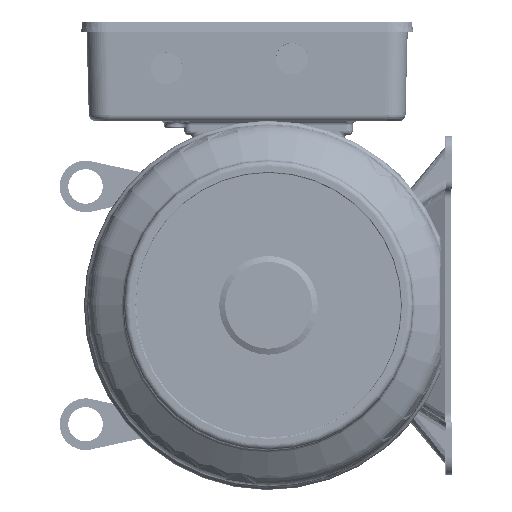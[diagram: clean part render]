
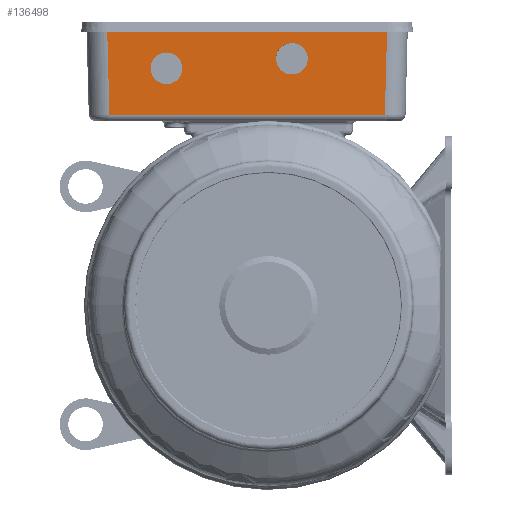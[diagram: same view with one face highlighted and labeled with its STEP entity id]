
A CAD part, left-side view. The second image highlights one B-rep face of the part: STEP entity #136498.
In plain terms, the highlighted planar face has unit normal (-1, 0, -0.026).
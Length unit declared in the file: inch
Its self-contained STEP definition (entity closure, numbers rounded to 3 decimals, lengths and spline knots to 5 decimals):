
#895 = ORIENTED_EDGE ( 'NONE', *, *, #142259, .T. ) ;
#5818 = LINE ( 'NONE', #21849, #57886 ) ;
#10630 = CARTESIAN_POINT ( 'NONE',  ( -12.34413, -0.66929, 7.50075 ) ) ;
#17490 = CARTESIAN_POINT ( 'NONE',  ( -12.31318, 2.91461, 6.31889 ) ) ;
#19319 = LINE ( 'NONE', #49922, #146273 ) ;
#21849 = CARTESIAN_POINT ( 'NONE',  ( -12.34659, 4.60062, 7.59468 ) ) ;
#22682 =( BOUNDED_CURVE ( )  B_SPLINE_CURVE ( 3, ( #63603, #149604, #75993, #51765 ),
 .UNSPECIFIED., .F., .F. ) 
 B_SPLINE_CURVE_WITH_KNOTS ( ( 4, 4 ),
 ( 0., 3.14159 ),
 .UNSPECIFIED. ) 
 CURVE ( )  GEOMETRIC_REPRESENTATION_ITEM ( )  RATIONAL_B_SPLINE_CURVE ( ( 1., 0.333, 0.333, 1. ) ) 
 REPRESENTATION_ITEM ( '' )  );
#22810 = CARTESIAN_POINT ( 'NONE',  ( -12.33692, 2.91461, 7.22533 ) ) ;
#23160 = ORIENTED_EDGE ( 'NONE', *, *, #111449, .T. ) ;
#24399 = VERTEX_POINT ( 'NONE', #132215 ) ;
#24655 = FACE_OUTER_BOUND ( 'NONE', #59514, .T. ) ;
#27435 = VERTEX_POINT ( 'NONE', #115492 ) ;
#27805 = VERTEX_POINT ( 'NONE', #56195 ) ;
#27847 = CARTESIAN_POINT ( 'NONE',  ( -12.34413, -0.66929, 7.50075 ) ) ;
#28964 = VERTEX_POINT ( 'NONE', #27847 ) ;
#31557 = EDGE_CURVE ( 'NONE', #68358, #129964, #93264, .T. ) ;
#33263 = DIRECTION ( 'NONE',  ( -0.026, 0., 1. ) ) ;
#40451 = DIRECTION ( 'NONE',  ( 0., 1., 0. ) ) ;
#45814 = ORIENTED_EDGE ( 'NONE', *, *, #118964, .T. ) ;
#46153 = CARTESIAN_POINT ( 'NONE',  ( -12.33692, 2.91461, 7.22533 ) ) ;
#46959 = EDGE_CURVE ( 'NONE', #62205, #27435, #19319, .T. ) ;
#47130 = DIRECTION ( 'NONE',  ( 0.026, 0.026, -0.999 ) ) ;
#49761 = EDGE_CURVE ( 'NONE', #27435, #24399, #5818, .T. ) ;
#49922 = CARTESIAN_POINT ( 'NONE',  ( -12.29048, -4.01575, 5.45177 ) ) ;
#51765 = CARTESIAN_POINT ( 'NONE',  ( -12.31318, 2.91461, 6.31889 ) ) ;
#56195 = CARTESIAN_POINT ( 'NONE',  ( -12.35197, -3.38553, 7.80017 ) ) ;
#56355 = EDGE_CURVE ( 'NONE', #27805, #24399, #123294, .T. ) ;
#57886 = VECTOR ( 'NONE', #153388, 39.37008 ) ;
#58498 = CARTESIAN_POINT ( 'NONE',  ( -12.3204, 0.23622, 6.5943 ) ) ;
#59514 = EDGE_LOOP ( 'NONE', ( #152042, #102615, #151573, #60787 ) ) ;
#60787 = ORIENTED_EDGE ( 'NONE', *, *, #64578, .F. ) ;
#62205 = VERTEX_POINT ( 'NONE', #74112 ) ;
#63603 = CARTESIAN_POINT ( 'NONE',  ( -12.33692, 2.91461, 7.22533 ) ) ;
#64578 = EDGE_CURVE ( 'NONE', #27805, #62205, #158967, .T. ) ;
#66922 = FACE_BOUND ( 'NONE', #72076, .T. ) ;
#68358 = VERTEX_POINT ( 'NONE', #86694 ) ;
#69018 = CARTESIAN_POINT ( 'NONE',  ( -12.3204, -1.5748, 6.5943 ) ) ;
#70606 = CARTESIAN_POINT ( 'NONE',  ( -12.34413, -0.66929, 7.50075 ) ) ;
#72076 = EDGE_LOOP ( 'NONE', ( #45814, #138890 ) ) ;
#73460 = CARTESIAN_POINT ( 'NONE',  ( -12.35287, -3.38643, 7.83456 ) ) ;
#74112 = CARTESIAN_POINT ( 'NONE',  ( -12.29048, -3.32404, 5.45177 ) ) ;
#74648 = DIRECTION ( 'NONE',  ( 0., 1., 0. ) ) ;
#75993 = CARTESIAN_POINT ( 'NONE',  ( -12.31318, 2.0091, 6.31889 ) ) ;
#81909 = CARTESIAN_POINT ( 'NONE',  ( -12.3204, -0.66929, 6.5943 ) ) ;
#82338 = VERTEX_POINT ( 'NONE', #105914 ) ;
#83211 = CARTESIAN_POINT ( 'NONE',  ( -12.34413, 0.23622, 7.50075 ) ) ;
#86694 = CARTESIAN_POINT ( 'NONE',  ( -12.31318, 2.91461, 6.31889 ) ) ;
#93264 =( BOUNDED_CURVE ( )  B_SPLINE_CURVE ( 3, ( #17490, #115807, #146451, #22810 ),
 .UNSPECIFIED., .F., .T. ) 
 B_SPLINE_CURVE_WITH_KNOTS ( ( 4, 4 ),
 ( 3.14159, 6.28319 ),
 .UNSPECIFIED. ) 
 CURVE ( )  GEOMETRIC_REPRESENTATION_ITEM ( )  RATIONAL_B_SPLINE_CURVE ( ( 1., 0.333, 0.333, 1. ) ) 
 REPRESENTATION_ITEM ( '' )  );
#94566 = PLANE ( 'NONE',  #117836 ) ;
#102615 = ORIENTED_EDGE ( 'NONE', *, *, #49761, .F. ) ;
#105914 = CARTESIAN_POINT ( 'NONE',  ( -12.3204, -0.66929, 6.5943 ) ) ;
#109391 = FACE_BOUND ( 'NONE', #146528, .T. ) ;
#111449 = EDGE_CURVE ( 'NONE', #82338, #28964, #152777, .T. ) ;
#114872 = CARTESIAN_POINT ( 'NONE',  ( -12.35247, -3.97638, 7.81913 ) ) ;
#115492 = CARTESIAN_POINT ( 'NONE',  ( -12.29048, 4.54451, 5.45177 ) ) ;
#115807 = CARTESIAN_POINT ( 'NONE',  ( -12.31318, 3.82013, 6.31889 ) ) ;
#117836 = AXIS2_PLACEMENT_3D ( 'NONE', #114872, #119234, #33263 ) ;
#118964 = EDGE_CURVE ( 'NONE', #129964, #68358, #22682, .T. ) ;
#119234 = DIRECTION ( 'NONE',  ( -1., 0., -0.026 ) ) ;
#123294 = LINE ( 'NONE', #158500, #125299 ) ;
#125299 = VECTOR ( 'NONE', #40451, 39.37008 ) ;
#126194 = VECTOR ( 'NONE', #47130, 39.37008 ) ;
#129964 = VERTEX_POINT ( 'NONE', #46153 ) ;
#132215 = CARTESIAN_POINT ( 'NONE',  ( -12.35197, 4.60601, 7.80017 ) ) ;
#136498 = ADVANCED_FACE ( 'NONE', ( #66922, #109391, #24655 ), #94566, .T. ) ;
#138890 = ORIENTED_EDGE ( 'NONE', *, *, #31557, .T. ) ;
#142259 = EDGE_CURVE ( 'NONE', #28964, #82338, #154111, .T. ) ;
#144518 = CARTESIAN_POINT ( 'NONE',  ( -12.3204, -0.66929, 6.5943 ) ) ;
#146273 = VECTOR ( 'NONE', #74648, 39.37008 ) ;
#146451 = CARTESIAN_POINT ( 'NONE',  ( -12.33692, 3.82013, 7.22533 ) ) ;
#146528 = EDGE_LOOP ( 'NONE', ( #895, #23160 ) ) ;
#149604 = CARTESIAN_POINT ( 'NONE',  ( -12.33692, 2.0091, 7.22533 ) ) ;
#151573 = ORIENTED_EDGE ( 'NONE', *, *, #46959, .F. ) ;
#152042 = ORIENTED_EDGE ( 'NONE', *, *, #56355, .T. ) ;
#152777 =( BOUNDED_CURVE ( )  B_SPLINE_CURVE ( 3, ( #144518, #58498, #83211, #10630 ),
 .UNSPECIFIED., .F., .F. ) 
 B_SPLINE_CURVE_WITH_KNOTS ( ( 4, 4 ),
 ( 3.14159, 6.28319 ),
 .UNSPECIFIED. ) 
 CURVE ( )  GEOMETRIC_REPRESENTATION_ITEM ( )  RATIONAL_B_SPLINE_CURVE ( ( 1., 0.333, 0.333, 1. ) ) 
 REPRESENTATION_ITEM ( '' )  );
#153388 = DIRECTION ( 'NONE',  ( -0.026, 0.026, 0.999 ) ) ;
#154111 =( BOUNDED_CURVE ( )  B_SPLINE_CURVE ( 3, ( #70606, #155573, #69018, #81909 ),
 .UNSPECIFIED., .F., .T. ) 
 B_SPLINE_CURVE_WITH_KNOTS ( ( 4, 4 ),
 ( 0., 3.14159 ),
 .UNSPECIFIED. ) 
 CURVE ( )  GEOMETRIC_REPRESENTATION_ITEM ( )  RATIONAL_B_SPLINE_CURVE ( ( 1., 0.333, 0.333, 1. ) ) 
 REPRESENTATION_ITEM ( '' )  );
#155573 = CARTESIAN_POINT ( 'NONE',  ( -12.34413, -1.5748, 7.50075 ) ) ;
#158500 = CARTESIAN_POINT ( 'NONE',  ( -12.35197, -3.97638, 7.80017 ) ) ;
#158967 = LINE ( 'NONE', #73460, #126194 ) ;
